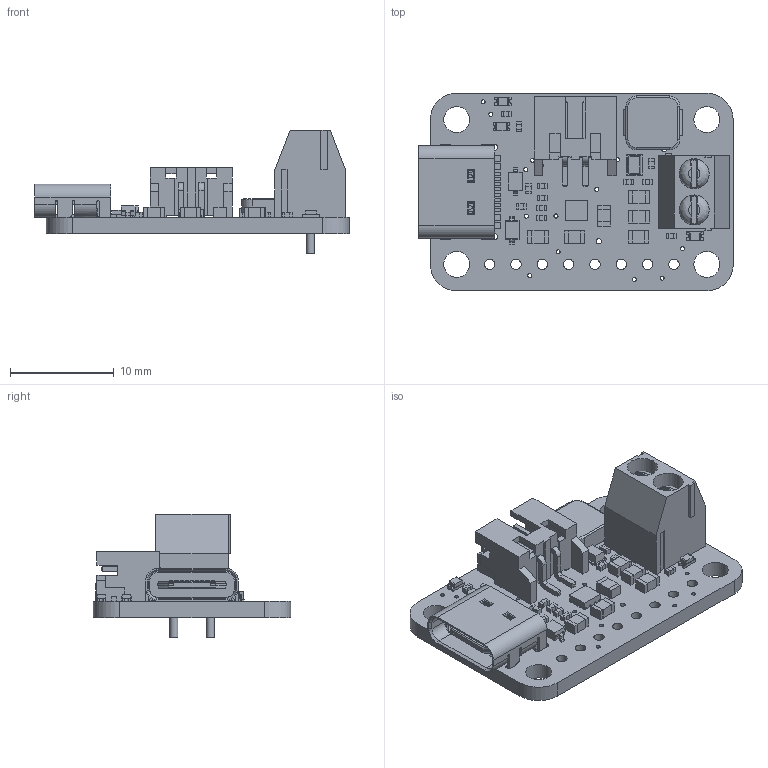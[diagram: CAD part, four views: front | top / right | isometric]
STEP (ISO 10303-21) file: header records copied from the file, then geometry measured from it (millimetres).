
FILE_DESCRIPTION(/* description */ ('','CAx-IF Rec.Pracs.---Representation and Presentation of Product Manufacturing Information (PMI)---4.0---2014-10-13'),/* implementation_level */ '2;1');
FILE_NAME(/* name */ 'BQ25185 5V.step',/* time_stamp */ '2024-12-10T16:33:44-05:00',/* author */ (''),/* organization */ (''),/* preprocessor_version */ 'ST-DEVELOPER v20',/* originating_system */ 'Autodesk Translation Framework v13.20.0.188',/* authorisation */ '');
FILE_SCHEMA (('AP242_MANAGED_MODEL_BASED_3D_ENGINEERING_MIM_LF { 1 0 10303 442 1 1 4 }'));
Length unit declared in the file: millimetre
Products named in the file (12): PCB Component; Board; USB C; 100K; RED; 22uF; JST2PH; BQ25185; NSR0320; TPS61023; 1uH; 3.5mm 2p
Assembly tree (30 placements, depth 2):
  PCB Component
    Board
    USB C
    100K  x12
    RED  x3
    22uF  x6
    JST2PH
    BQ25185
    NSR0320  x2
    TPS61023
    1uH
    3.5mm 2p
Bounding box: 30.32 x 19.05 x 11.9 mm (x, y, z)
Volume: 1378.4 mm3; surface area: 3432.2 mm2
Topology: 88 solids, 88 shells, 1717 faces, 4331 edges, 2796 vertices
Faces by surface type: plane 1247, cylinder 318, torus 94, bspline 40, cone 12, sphere 6
Full cylindrical faces by diameter (mm): 0.394 x37, 0.5 x4, 0.65 x2, 0.77 x2, 1 x10, 1.86 x2, 2 x8, 2.5 x4, 2.9 x4
Entity records: 41215 total; most frequent: CARTESIAN_POINT 7848, DIRECTION 6717, ORIENTED_EDGE 6662, EDGE_CURVE 3331, LINE 2455, VECTOR 2455, VERTEX_POINT 2136, AXIS2_PLACEMENT_3D 2131
